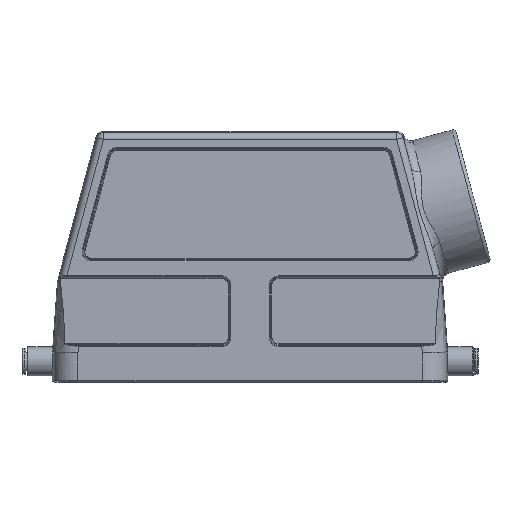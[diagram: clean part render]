
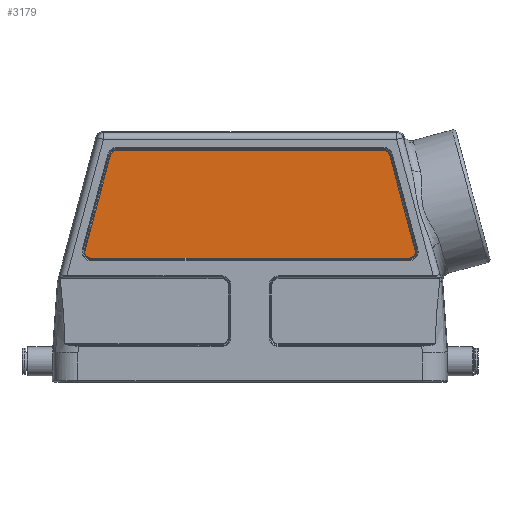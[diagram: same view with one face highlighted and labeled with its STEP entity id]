
A CAD part, front view. The second image highlights one B-rep face of the part: STEP entity #3179.
In plain terms, the highlighted planar face has unit normal (0, -1, 0).
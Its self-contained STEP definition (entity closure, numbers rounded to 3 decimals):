
#3104=CARTESIAN_POINT('',(0.0,-20.3,0.0));
#3105=DIRECTION('',(0.0,-1.0,0.0));
#3106=DIRECTION('',(0.0,0.0,-1.0));
#3107=AXIS2_PLACEMENT_3D('',#3104,#3105,#3106);
#3108=PLANE('',#3107);
#3109=CARTESIAN_POINT('',(-48.324,-20.3,28.497));
#3110=VERTEX_POINT('',#3109);
#3111=CARTESIAN_POINT('',(48.324,-20.3,28.497));
#3112=VERTEX_POINT('',#3111);
#3113=CARTESIAN_POINT('',(-48.324,-20.3,28.497));
#3114=DIRECTION('',(1.0,0.0,0.0));
#3115=VECTOR('',#3114,96.648);
#3116=LINE('',#3113,#3115);
#3117=EDGE_CURVE('',#3110,#3112,#3116,.T.);
#3118=ORIENTED_EDGE('',*,*,#3117,.T.);
#3119=CARTESIAN_POINT('',(50.114,-20.3,30.83));
#3120=VERTEX_POINT('',#3119);
#3121=CARTESIAN_POINT('',(48.324,-20.3,30.35));
#3122=DIRECTION('',(0.0,-1.0,0.0));
#3123=DIRECTION('',(0.0,0.0,-1.0));
#3124=AXIS2_PLACEMENT_3D('',#3121,#3122,#3123);
#3125=CIRCLE('',#3124,1.853);
#3126=EDGE_CURVE('',#3112,#3120,#3125,.T.);
#3127=ORIENTED_EDGE('',*,*,#3126,.T.);
#3128=CARTESIAN_POINT('',(42.343,-20.3,59.83));
#3129=VERTEX_POINT('',#3128);
#3130=CARTESIAN_POINT('',(50.114,-20.3,30.83));
#3131=DIRECTION('',(-0.259,0.0,0.966));
#3132=VECTOR('',#3131,30.023);
#3133=LINE('',#3130,#3132);
#3134=EDGE_CURVE('',#3120,#3129,#3133,.T.);
#3135=ORIENTED_EDGE('',*,*,#3134,.T.);
#3136=CARTESIAN_POINT('',(40.553,-20.3,61.203));
#3137=VERTEX_POINT('',#3136);
#3138=CARTESIAN_POINT('',(40.553,-20.3,59.35));
#3139=DIRECTION('',(0.0,-1.0,0.0));
#3140=DIRECTION('',(0.0,0.0,-1.0));
#3141=AXIS2_PLACEMENT_3D('',#3138,#3139,#3140);
#3142=CIRCLE('',#3141,1.853);
#3143=EDGE_CURVE('',#3129,#3137,#3142,.T.);
#3144=ORIENTED_EDGE('',*,*,#3143,.T.);
#3145=CARTESIAN_POINT('',(-40.553,-20.3,61.203));
#3146=VERTEX_POINT('',#3145);
#3147=CARTESIAN_POINT('',(40.553,-20.3,61.203));
#3148=DIRECTION('',(-1.0,0.0,0.0));
#3149=VECTOR('',#3148,81.107);
#3150=LINE('',#3147,#3149);
#3151=EDGE_CURVE('',#3137,#3146,#3150,.T.);
#3152=ORIENTED_EDGE('',*,*,#3151,.T.);
#3153=CARTESIAN_POINT('',(-42.343,-20.3,59.83));
#3154=VERTEX_POINT('',#3153);
#3155=CARTESIAN_POINT('',(-40.553,-20.3,59.35));
#3156=DIRECTION('',(0.0,-1.0,0.0));
#3157=DIRECTION('',(0.0,0.0,-1.0));
#3158=AXIS2_PLACEMENT_3D('',#3155,#3156,#3157);
#3159=CIRCLE('',#3158,1.853);
#3160=EDGE_CURVE('',#3146,#3154,#3159,.T.);
#3161=ORIENTED_EDGE('',*,*,#3160,.T.);
#3162=CARTESIAN_POINT('',(-50.114,-20.3,30.83));
#3163=VERTEX_POINT('',#3162);
#3164=CARTESIAN_POINT('',(-42.343,-20.3,59.83));
#3165=DIRECTION('',(-0.259,0.0,-0.966));
#3166=VECTOR('',#3165,30.023);
#3167=LINE('',#3164,#3166);
#3168=EDGE_CURVE('',#3154,#3163,#3167,.T.);
#3169=ORIENTED_EDGE('',*,*,#3168,.T.);
#3170=CARTESIAN_POINT('',(-48.324,-20.3,30.35));
#3171=DIRECTION('',(0.0,-1.0,0.0));
#3172=DIRECTION('',(0.0,0.0,-1.0));
#3173=AXIS2_PLACEMENT_3D('',#3170,#3171,#3172);
#3174=CIRCLE('',#3173,1.853);
#3175=EDGE_CURVE('',#3163,#3110,#3174,.T.);
#3176=ORIENTED_EDGE('',*,*,#3175,.T.);
#3177=EDGE_LOOP('',(#3118,#3127,#3135,#3144,#3152,#3161,#3169,#3176));
#3178=FACE_OUTER_BOUND('',#3177,.T.);
#3179=ADVANCED_FACE('',(#3178),#3108,.T.);
